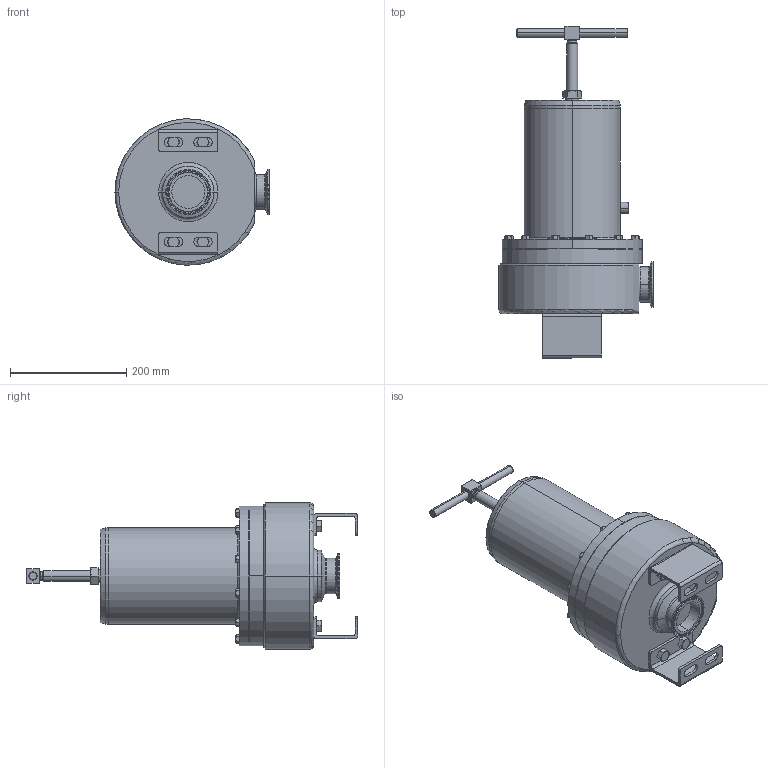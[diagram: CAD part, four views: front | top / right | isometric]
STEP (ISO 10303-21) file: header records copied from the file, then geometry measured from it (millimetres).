
FILE_DESCRIPTION (( 'STEP AP203' ), '1' );
FILE_NAME ('96SAA-50.STEP', '2017-06-07T17:32:32', ( '' ), ( '' ), 'SwSTEP 2.0', 'SolidWorks 2014', '' );
FILE_SCHEMA (( 'CONFIG_CONTROL_DESIGN' ));
Length unit declared in the file: inch
Products named in the file (2): 96SAA-50
Bounding box: 264.88 x 570.74 x 251.73 mm (x, y, z)
Volume: 11618597.4 mm3; surface area: 452216.1 mm2
Topology: 1 solids, 1 shells, 463 faces, 1099 edges, 679 vertices
Faces by surface type: plane 176, cone 131, cylinder 126, torus 30
Entity records: 14412 total; most frequent: CARTESIAN_POINT 3513, DIRECTION 2263, ORIENTED_EDGE 2198, EDGE_CURVE 1099, AXIS2_PLACEMENT_3D 905, VERTEX_POINT 679, EDGE_LOOP 560, ADVANCED_FACE 463
